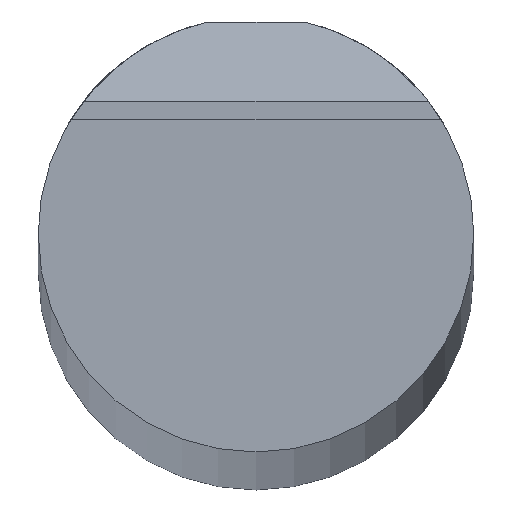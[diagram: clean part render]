
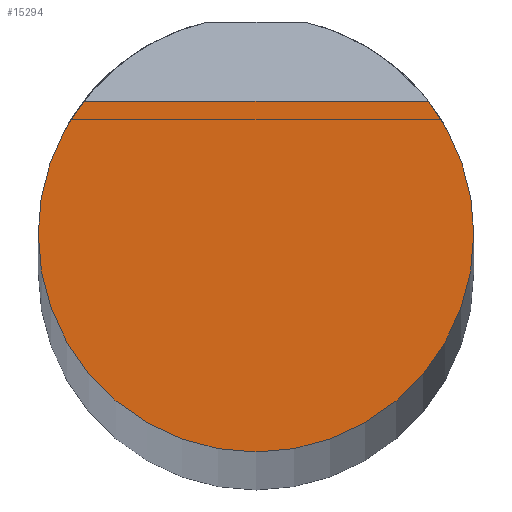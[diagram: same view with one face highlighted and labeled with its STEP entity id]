
A CAD part, top view. The second image highlights one B-rep face of the part: STEP entity #15294.
In plain terms, the highlighted planar face has unit normal (0, 0, 1).
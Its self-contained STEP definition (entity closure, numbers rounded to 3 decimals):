
#40 = DIRECTION ( 'NONE',  ( 0., 0., -1. ) ) ;
#82 = ORIENTED_EDGE ( 'NONE', *, *, #18313, .F. ) ;
#132 = DIRECTION ( 'NONE',  ( 0., 0., -1. ) ) ;
#336 = FACE_OUTER_BOUND ( 'NONE', #15329, .T. ) ;
#395 = AXIS2_PLACEMENT_3D ( 'NONE', #19978, #12011, #6942 ) ;
#1054 = EDGE_CURVE ( 'NONE', #3851, #21802, #15444, .T. ) ;
#1346 = ORIENTED_EDGE ( 'NONE', *, *, #1054, .F. ) ;
#1869 = PLANE ( 'NONE',  #16453 ) ;
#2181 = VECTOR ( 'NONE', #14638, 1000. ) ;
#2192 = CARTESIAN_POINT ( 'NONE',  ( -10., 0., 1000. ) ) ;
#2806 = CARTESIAN_POINT ( 'NONE',  ( 0., 6.109, 1000. ) ) ;
#3549 = CIRCLE ( 'NONE', #395, 10. ) ;
#3851 = VERTEX_POINT ( 'NONE', #8429 ) ;
#4352 = LINE ( 'NONE', #2806, #2181 ) ;
#5333 = ORIENTED_EDGE ( 'NONE', *, *, #20061, .T. ) ;
#6454 = EDGE_CURVE ( 'NONE', #9145, #3851, #6874, .T. ) ;
#6874 = CIRCLE ( 'NONE', #19214, 10. ) ;
#6942 = DIRECTION ( 'NONE',  ( -1., 0., 0. ) ) ;
#7115 = CARTESIAN_POINT ( 'NONE',  ( 0., 0., 1000. ) ) ;
#8429 = CARTESIAN_POINT ( 'NONE',  ( 10., 0., 1000. ) ) ;
#8626 = CARTESIAN_POINT ( 'NONE',  ( 0., 0., 1000. ) ) ;
#8766 = DIRECTION ( 'NONE',  ( -1., 0., 0. ) ) ;
#9026 = ORIENTED_EDGE ( 'NONE', *, *, #6454, .F. ) ;
#9145 = VERTEX_POINT ( 'NONE', #21529 ) ;
#11481 = CARTESIAN_POINT ( 'NONE',  ( -7.917, 6.109, 1000. ) ) ;
#11832 = DIRECTION ( 'NONE',  ( -1., 0., 0. ) ) ;
#11922 = DIRECTION ( 'NONE',  ( 0., 0., 1. ) ) ;
#12011 = DIRECTION ( 'NONE',  ( 0., 0., -1. ) ) ;
#13677 = AXIS2_PLACEMENT_3D ( 'NONE', #7115, #40, #8766 ) ;
#14638 = DIRECTION ( 'NONE',  ( -1., 0., 0. ) ) ;
#15294 = ADVANCED_FACE ( 'NONE', ( #336 ), #1869, .T. ) ;
#15329 = EDGE_LOOP ( 'NONE', ( #9026, #5333, #82, #1346 ) ) ;
#15444 = CIRCLE ( 'NONE', #13677, 10. ) ;
#16453 = AXIS2_PLACEMENT_3D ( 'NONE', #17120, #11922, #19917 ) ;
#17120 = CARTESIAN_POINT ( 'NONE',  ( 0., 0., 1000. ) ) ;
#18313 = EDGE_CURVE ( 'NONE', #21802, #19204, #3549, .T. ) ;
#19204 = VERTEX_POINT ( 'NONE', #11481 ) ;
#19214 = AXIS2_PLACEMENT_3D ( 'NONE', #8626, #132, #11832 ) ;
#19917 = DIRECTION ( 'NONE',  ( 1., 0., 0. ) ) ;
#19978 = CARTESIAN_POINT ( 'NONE',  ( 0., 0., 1000. ) ) ;
#20061 = EDGE_CURVE ( 'NONE', #9145, #19204, #4352, .T. ) ;
#21529 = CARTESIAN_POINT ( 'NONE',  ( 7.917, 6.109, 1000. ) ) ;
#21802 = VERTEX_POINT ( 'NONE', #2192 ) ;
